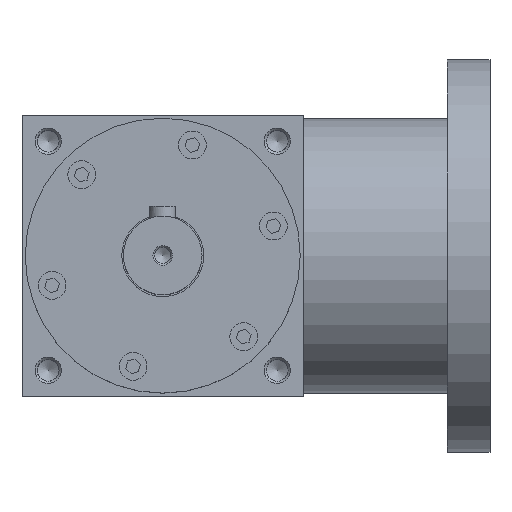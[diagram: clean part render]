
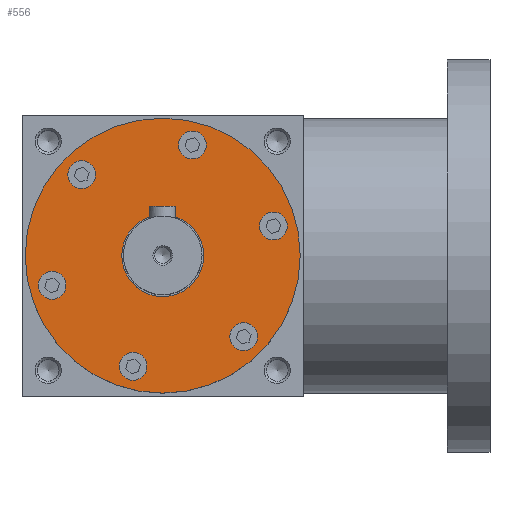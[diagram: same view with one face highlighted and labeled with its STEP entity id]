
A CAD part, top view. The second image highlights one B-rep face of the part: STEP entity #556.
In plain terms, the highlighted face is planar.
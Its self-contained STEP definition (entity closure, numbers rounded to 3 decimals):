
#556 = ADVANCED_FACE( '', ( #1284, #1285, #1286, #1287, #1288, #1289, #1290, #1291 ), #1292, .F. );
#1284 = FACE_OUTER_BOUND( '', #2227, .T. );
#1285 = FACE_BOUND( '', #2228, .T. );
#1286 = FACE_BOUND( '', #2229, .T. );
#1287 = FACE_BOUND( '', #2230, .T. );
#1288 = FACE_BOUND( '', #2231, .T. );
#1289 = FACE_BOUND( '', #2232, .T. );
#1290 = FACE_BOUND( '', #2233, .T. );
#1291 = FACE_BOUND( '', #2234, .T. );
#1292 = PLANE( '', #2235 );
#2227 = EDGE_LOOP( '', ( #3601 ) );
#2228 = EDGE_LOOP( '', ( #3602 ) );
#2229 = EDGE_LOOP( '', ( #3603 ) );
#2230 = EDGE_LOOP( '', ( #3604 ) );
#2231 = EDGE_LOOP( '', ( #3605 ) );
#2232 = EDGE_LOOP( '', ( #3606 ) );
#2233 = EDGE_LOOP( '', ( #3607 ) );
#2234 = EDGE_LOOP( '', ( #3608 ) );
#2235 = AXIS2_PLACEMENT_3D( '', #3609, #3610, #3611 );
#3601 = ORIENTED_EDGE( '', *, *, #5147, .F. );
#3602 = ORIENTED_EDGE( '', *, *, #5148, .T. );
#3603 = ORIENTED_EDGE( '', *, *, #5149, .T. );
#3604 = ORIENTED_EDGE( '', *, *, #5150, .T. );
#3605 = ORIENTED_EDGE( '', *, *, #5151, .T. );
#3606 = ORIENTED_EDGE( '', *, *, #5152, .T. );
#3607 = ORIENTED_EDGE( '', *, *, #5153, .T. );
#3608 = ORIENTED_EDGE( '', *, *, #5154, .T. );
#3609 = CARTESIAN_POINT( '', ( -58., 0., 0. ) );
#3610 = DIRECTION( '', ( 1., 0., 0. ) );
#3611 = DIRECTION( '', ( 0., 0., -1. ) );
#5147 = EDGE_CURVE( '', #6154, #6154, #6155, .T. );
#5148 = EDGE_CURVE( '', #6156, #6156, #6157, .T. );
#5149 = EDGE_CURVE( '', #6158, #6158, #6159, .T. );
#5150 = EDGE_CURVE( '', #6160, #6160, #6161, .T. );
#5151 = EDGE_CURVE( '', #6162, #6162, #6163, .T. );
#5152 = EDGE_CURVE( '', #6164, #6164, #6165, .T. );
#5153 = EDGE_CURVE( '', #6166, #6166, #6167, .T. );
#5154 = EDGE_CURVE( '', #6168, #6168, #6169, .T. );
#6154 = VERTEX_POINT( '', #7456 );
#6155 = CIRCLE( '', #7457, 42. );
#6156 = VERTEX_POINT( '', #7458 );
#6157 = CIRCLE( '', #7459, 4.25 );
#6158 = VERTEX_POINT( '', #7460 );
#6159 = CIRCLE( '', #7461, 4.25 );
#6160 = VERTEX_POINT( '', #7462 );
#6161 = CIRCLE( '', #7463, 4.25 );
#6162 = VERTEX_POINT( '', #7464 );
#6163 = CIRCLE( '', #7465, 4.25 );
#6164 = VERTEX_POINT( '', #7466 );
#6165 = CIRCLE( '', #7467, 4.25 );
#6166 = VERTEX_POINT( '', #7468 );
#6167 = CIRCLE( '', #7469, 4.25 );
#6168 = VERTEX_POINT( '', #7470 );
#6169 = CIRCLE( '', #7471, 12.5 );
#7456 = CARTESIAN_POINT( '', ( -58., 0., -42. ) );
#7457 = AXIS2_PLACEMENT_3D( '', #8550, #8551, #8552 );
#7458 = CARTESIAN_POINT( '', ( -58., 12.739, 31.682 ) );
#7459 = AXIS2_PLACEMENT_3D( '', #8553, #8554, #8555 );
#7460 = CARTESIAN_POINT( '', ( -58., -21.068, 26.874 ) );
#7461 = AXIS2_PLACEMENT_3D( '', #8556, #8557, #8558 );
#7462 = CARTESIAN_POINT( '', ( -58., -33.807, -4.809 ) );
#7463 = AXIS2_PLACEMENT_3D( '', #8559, #8560, #8561 );
#7464 = CARTESIAN_POINT( '', ( -58., -12.739, -31.682 ) );
#7465 = AXIS2_PLACEMENT_3D( '', #8562, #8563, #8564 );
#7466 = CARTESIAN_POINT( '', ( -58., 21.068, -26.874 ) );
#7467 = AXIS2_PLACEMENT_3D( '', #8565, #8566, #8567 );
#7468 = CARTESIAN_POINT( '', ( -58., 33.807, 4.809 ) );
#7469 = AXIS2_PLACEMENT_3D( '', #8568, #8569, #8570 );
#7470 = CARTESIAN_POINT( '', ( -58., 0., -12.5 ) );
#7471 = AXIS2_PLACEMENT_3D( '', #8571, #8572, #8573 );
#8550 = CARTESIAN_POINT( '', ( -58., 0., 0. ) );
#8551 = DIRECTION( '', ( 1., 0., 0. ) );
#8552 = DIRECTION( '', ( 0., 0., -1. ) );
#8553 = CARTESIAN_POINT( '', ( -58., 9.059, 33.807 ) );
#8554 = DIRECTION( '', ( 1., 0., 0. ) );
#8555 = DIRECTION( '', ( 0., 0.866, -0.5 ) );
#8556 = CARTESIAN_POINT( '', ( -58., -24.749, 24.749 ) );
#8557 = DIRECTION( '', ( 1., 0., 0. ) );
#8558 = DIRECTION( '', ( 0., 0.866, 0.5 ) );
#8559 = CARTESIAN_POINT( '', ( -58., -33.807, -9.059 ) );
#8560 = DIRECTION( '', ( 1., 0., 0. ) );
#8561 = DIRECTION( '', ( 0., 0., 1. ) );
#8562 = CARTESIAN_POINT( '', ( -58., -9.059, -33.807 ) );
#8563 = DIRECTION( '', ( 1., 0., 0. ) );
#8564 = DIRECTION( '', ( 0., -0.866, 0.5 ) );
#8565 = CARTESIAN_POINT( '', ( -58., 24.749, -24.749 ) );
#8566 = DIRECTION( '', ( 1., 0., 0. ) );
#8567 = DIRECTION( '', ( 0., -0.866, -0.5 ) );
#8568 = CARTESIAN_POINT( '', ( -58., 33.807, 9.059 ) );
#8569 = DIRECTION( '', ( 1., 0., 0. ) );
#8570 = DIRECTION( '', ( 0., 0., -1. ) );
#8571 = CARTESIAN_POINT( '', ( -58., 0., 0. ) );
#8572 = DIRECTION( '', ( 1., 0., 0. ) );
#8573 = DIRECTION( '', ( 0., 0., -1. ) );
